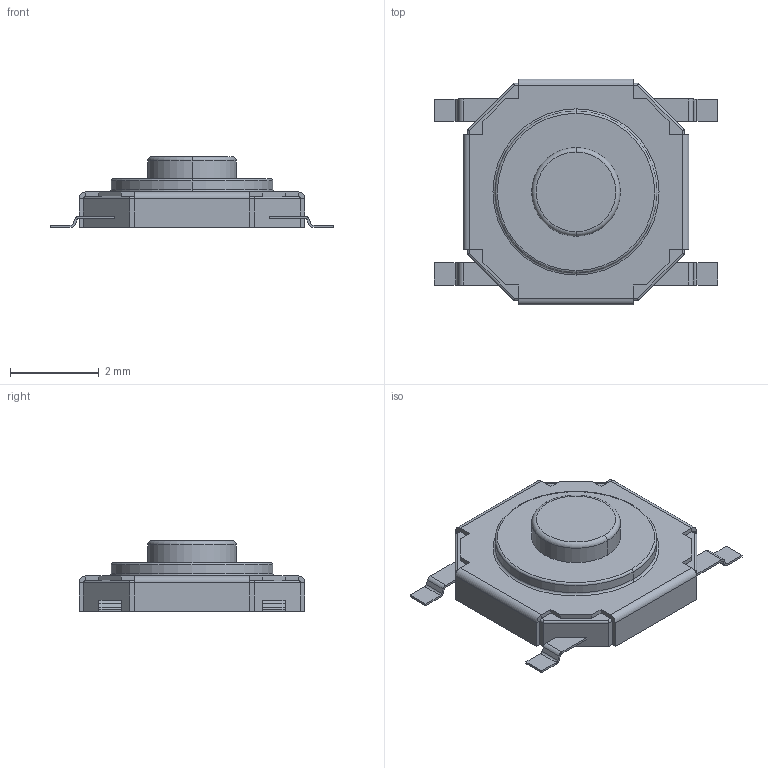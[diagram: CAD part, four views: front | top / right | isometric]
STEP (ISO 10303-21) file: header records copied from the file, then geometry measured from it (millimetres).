
FILE_DESCRIPTION(('FreeCAD Model'),'2;1');
FILE_NAME('C&K_PTS525SM15.step', '2021-03-31T18:28:03',('kicad StepUp'),('ksu MCAD'), 'Open CASCADE STEP processor 7.3','FreeCAD','Unknown');
FILE_SCHEMA(('AUTOMOTIVE_DESIGN { 1 0 10303 214 1 1 1 1 }'));
Length unit declared in the file: millimetre
Products named in the file (1): C&K_PTS525SM15
Bounding box: 6.4 x 5.1 x 1.6 mm (x, y, z)
Volume: 23 mm3; surface area: 133.2 mm2
Topology: 7 solids, 7 shells, 145 faces, 344 edges, 214 vertices
Faces by surface type: plane 103, cylinder 36, torus 6
Entity records: 5115 total; most frequent: CARTESIAN_POINT 728, DIRECTION 696, ORIENTED_EDGE 688, EDGE_CURVE 344, LINE 268, VECTOR 268, AXIS2_PLACEMENT_3D 214, VERTEX_POINT 214
